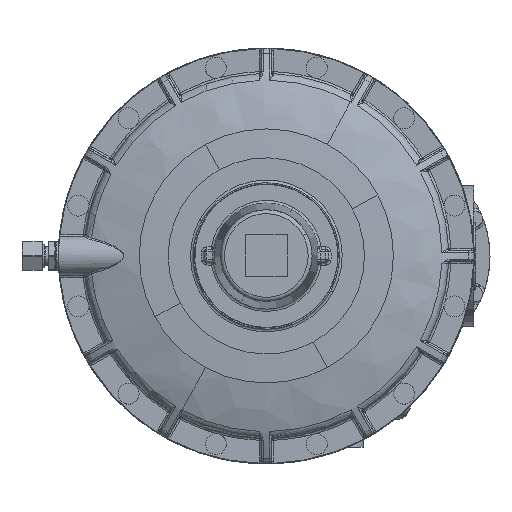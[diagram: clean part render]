
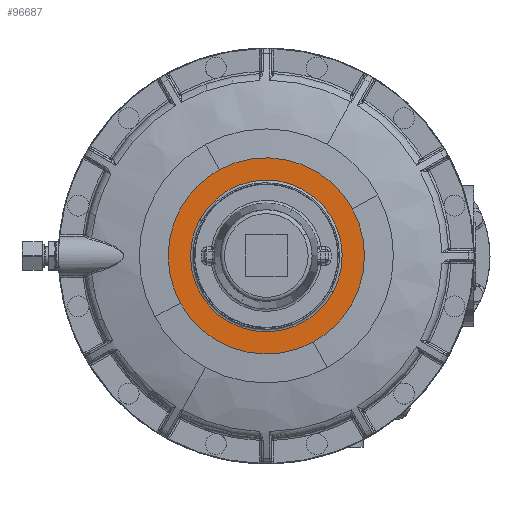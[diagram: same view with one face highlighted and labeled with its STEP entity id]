
A CAD part, top view. The second image highlights one B-rep face of the part: STEP entity #96687.
In plain terms, the highlighted planar face has unit normal (0, 0, 1).
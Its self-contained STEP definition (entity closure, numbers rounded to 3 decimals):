
#96598=CARTESIAN_POINT('Axis2P3D Location',(-58.,0.,140.5)) ;
#96603=CARTESIAN_POINT('Axis2P3D Location',(0.,0.,140.5)) ;
#96607=CARTESIAN_POINT('Vertex',(75.,-0.235,140.5)) ;
#96609=CARTESIAN_POINT('Vertex',(65.819,-35.957,140.5)) ;
#96612=CARTESIAN_POINT('Axis2P3D Location',(0.,0.,140.5)) ;
#96616=CARTESIAN_POINT('Vertex',(75.,0.,140.5)) ;
#96619=CARTESIAN_POINT('Axis2P3D Location',(0.,0.,140.5)) ;
#96623=CARTESIAN_POINT('Vertex',(65.819,35.957,140.5)) ;
#96626=CARTESIAN_POINT('Axis2P3D Location',(0.,0.,140.5)) ;
#96630=CARTESIAN_POINT('Vertex',(-35.957,65.819,140.5)) ;
#96633=CARTESIAN_POINT('Axis2P3D Location',(0.,0.,140.5)) ;
#96637=CARTESIAN_POINT('Vertex',(-65.819,35.957,140.5)) ;
#96640=CARTESIAN_POINT('Axis2P3D Location',(0.,0.,140.5)) ;
#96644=CARTESIAN_POINT('Vertex',(-65.819,-35.957,140.5)) ;
#96647=CARTESIAN_POINT('Axis2P3D Location',(0.,0.,140.5)) ;
#96651=CARTESIAN_POINT('Vertex',(35.957,-65.819,140.5)) ;
#96654=CARTESIAN_POINT('Axis2P3D Location',(0.,0.,140.5)) ;
#96669=CARTESIAN_POINT('Axis2P3D Location',(0.,0.,140.5)) ;
#96673=CARTESIAN_POINT('Vertex',(50.9,-27.807,140.5)) ;
#96675=CARTESIAN_POINT('Vertex',(-50.9,27.807,140.5)) ;
#96678=CARTESIAN_POINT('Axis2P3D Location',(0.,0.,140.5)) ;
#96599=DIRECTION('Axis2P3D Direction',(0.,0.,-1.)) ;
#96600=DIRECTION('Axis2P3D XDirection',(1.,0.,0.)) ;
#96604=DIRECTION('Axis2P3D Direction',(0.,0.,-1.)) ;
#96613=DIRECTION('Axis2P3D Direction',(0.,0.,-1.)) ;
#96620=DIRECTION('Axis2P3D Direction',(0.,0.,-1.)) ;
#96627=DIRECTION('Axis2P3D Direction',(0.,0.,-1.)) ;
#96634=DIRECTION('Axis2P3D Direction',(0.,0.,-1.)) ;
#96641=DIRECTION('Axis2P3D Direction',(0.,0.,-1.)) ;
#96648=DIRECTION('Axis2P3D Direction',(0.,0.,-1.)) ;
#96655=DIRECTION('Axis2P3D Direction',(0.,0.,-1.)) ;
#96670=DIRECTION('Axis2P3D Direction',(0.,0.,-1.)) ;
#96679=DIRECTION('Axis2P3D Direction',(0.,0.,-1.)) ;
#96601=AXIS2_PLACEMENT_3D('Plane Axis2P3D',#96598,#96599,#96600) ;
#96605=AXIS2_PLACEMENT_3D('Circle Axis2P3D',#96603,#96604,$) ;
#96614=AXIS2_PLACEMENT_3D('Circle Axis2P3D',#96612,#96613,$) ;
#96621=AXIS2_PLACEMENT_3D('Circle Axis2P3D',#96619,#96620,$) ;
#96628=AXIS2_PLACEMENT_3D('Circle Axis2P3D',#96626,#96627,$) ;
#96635=AXIS2_PLACEMENT_3D('Circle Axis2P3D',#96633,#96634,$) ;
#96642=AXIS2_PLACEMENT_3D('Circle Axis2P3D',#96640,#96641,$) ;
#96649=AXIS2_PLACEMENT_3D('Circle Axis2P3D',#96647,#96648,$) ;
#96656=AXIS2_PLACEMENT_3D('Circle Axis2P3D',#96654,#96655,$) ;
#96671=AXIS2_PLACEMENT_3D('Circle Axis2P3D',#96669,#96670,$) ;
#96680=AXIS2_PLACEMENT_3D('Circle Axis2P3D',#96678,#96679,$) ;
#96660=ORIENTED_EDGE('',*,*,#96611,.F.) ;
#96661=ORIENTED_EDGE('',*,*,#96618,.F.) ;
#96662=ORIENTED_EDGE('',*,*,#96625,.F.) ;
#96663=ORIENTED_EDGE('',*,*,#96632,.F.) ;
#96664=ORIENTED_EDGE('',*,*,#96639,.F.) ;
#96665=ORIENTED_EDGE('',*,*,#96646,.F.) ;
#96666=ORIENTED_EDGE('',*,*,#96653,.F.) ;
#96667=ORIENTED_EDGE('',*,*,#96658,.F.) ;
#96684=ORIENTED_EDGE('',*,*,#96677,.T.) ;
#96685=ORIENTED_EDGE('',*,*,#96682,.T.) ;
#96686=FACE_BOUND('',#96683,.T.) ;
#96687=ADVANCED_FACE('Brep With Voids',(#96668,#96686),#96602,.F.) ;
#96606=CIRCLE('generated circle',#96605,75.) ;
#96615=CIRCLE('generated circle',#96614,75.) ;
#96622=CIRCLE('generated circle',#96621,75.) ;
#96629=CIRCLE('generated circle',#96628,75.) ;
#96636=CIRCLE('generated circle',#96635,75.) ;
#96643=CIRCLE('generated circle',#96642,75.) ;
#96650=CIRCLE('generated circle',#96649,75.) ;
#96657=CIRCLE('generated circle',#96656,75.) ;
#96672=CIRCLE('generated circle',#96671,58.) ;
#96681=CIRCLE('generated circle',#96680,58.) ;
#96611=EDGE_CURVE('',#96608,#96610,#96606,.T.) ;
#96618=EDGE_CURVE('',#96617,#96608,#96615,.T.) ;
#96625=EDGE_CURVE('',#96624,#96617,#96622,.T.) ;
#96632=EDGE_CURVE('',#96631,#96624,#96629,.T.) ;
#96639=EDGE_CURVE('',#96638,#96631,#96636,.T.) ;
#96646=EDGE_CURVE('',#96645,#96638,#96643,.T.) ;
#96653=EDGE_CURVE('',#96652,#96645,#96650,.T.) ;
#96658=EDGE_CURVE('',#96610,#96652,#96657,.T.) ;
#96677=EDGE_CURVE('',#96674,#96676,#96672,.T.) ;
#96682=EDGE_CURVE('',#96676,#96674,#96681,.T.) ;
#96659=EDGE_LOOP('',(#96660,#96661,#96662,#96663,#96664,#96665,#96666,#96667)) ;
#96683=EDGE_LOOP('',(#96684,#96685)) ;
#96668=FACE_OUTER_BOUND('',#96659,.T.) ;
#96602=PLANE('',#96601) ;
#96608=VERTEX_POINT('',#96607) ;
#96610=VERTEX_POINT('',#96609) ;
#96617=VERTEX_POINT('',#96616) ;
#96624=VERTEX_POINT('',#96623) ;
#96631=VERTEX_POINT('',#96630) ;
#96638=VERTEX_POINT('',#96637) ;
#96645=VERTEX_POINT('',#96644) ;
#96652=VERTEX_POINT('',#96651) ;
#96674=VERTEX_POINT('',#96673) ;
#96676=VERTEX_POINT('',#96675) ;
